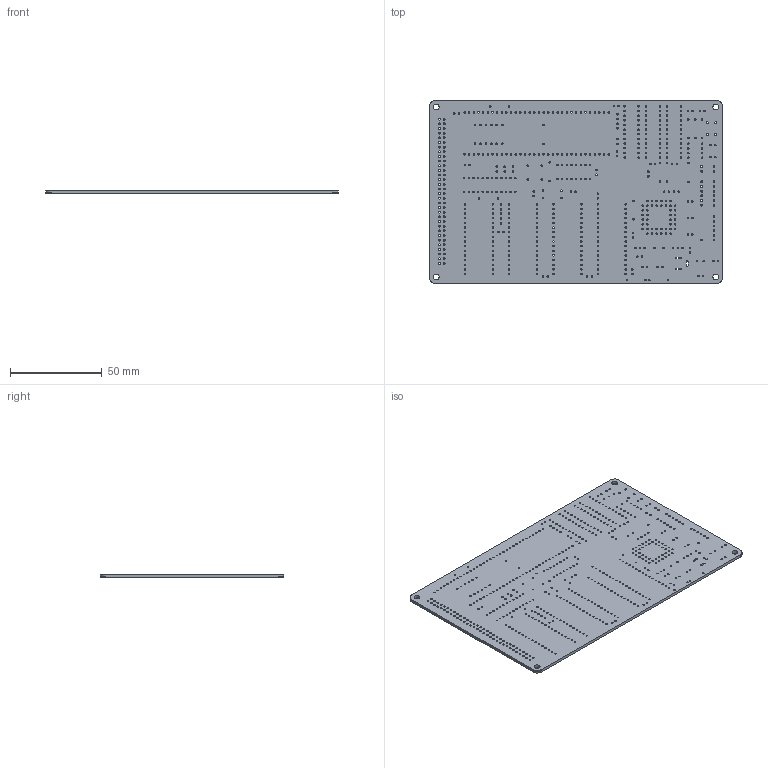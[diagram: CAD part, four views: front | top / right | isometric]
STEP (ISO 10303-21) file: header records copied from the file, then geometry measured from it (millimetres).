
FILE_DESCRIPTION(('KiCad electronic assembly'),'2;1');
FILE_NAME('rosco_m68k.step','2024-03-09T17:58:54',('Pcbnew'),('Kicad'), 'Open CASCADE STEP processor 7.7','KiCad to STEP converter','Unknown' );
FILE_SCHEMA(('AUTOMOTIVE_DESIGN { 1 0 10303 214 1 1 1 1 }'));
Length unit declared in the file: millimetre
Products named in the file (2): rosco_m68k 1; rosco_m68k PCB
Assembly tree (1 placements, depth 2):
  rosco_m68k 1
    rosco_m68k PCB
Bounding box: 160 x 100 x 1.6 mm (x, y, z)
Volume: 25001.7 mm3; surface area: 34633.5 mm2
Topology: 1 solids, 1 shells, 720 faces, 2154 edges, 1436 vertices
Faces by surface type: cylinder 586, plane 134
Full cylindrical faces by diameter (mm): 0.8 x298, 0.813 x180, 1 x72, 1.016 x32, 3.2 x4
Entity records: 58667 total; most frequent: CARTESIAN_POINT 15796, DIRECTION 7762, ORIENTED_EDGE 4308, PCURVE 4308, DEFINITIONAL_REPRESENTATION 4308, LINE 3974, VECTOR 3974, EDGE_CURVE 2154
